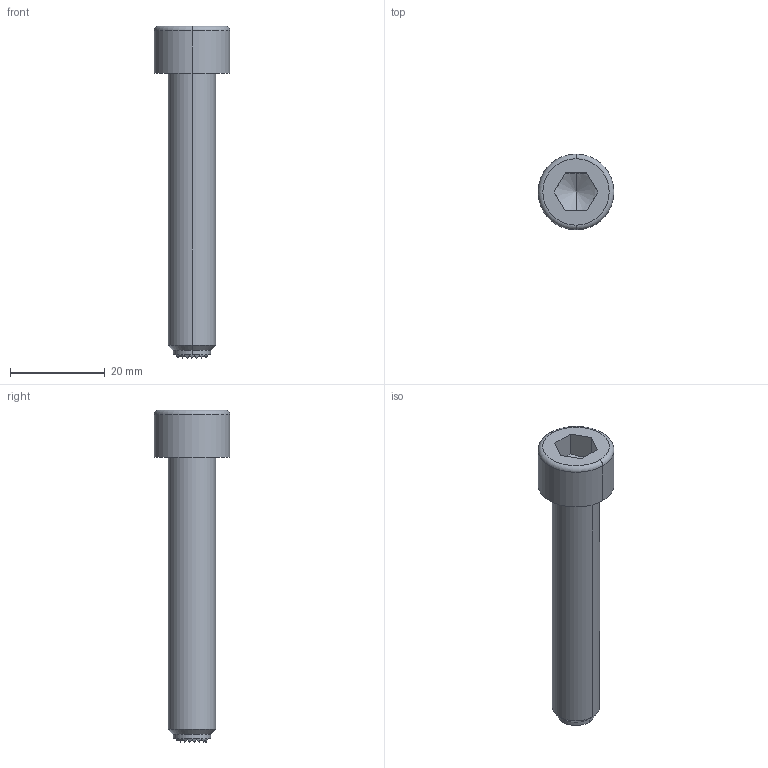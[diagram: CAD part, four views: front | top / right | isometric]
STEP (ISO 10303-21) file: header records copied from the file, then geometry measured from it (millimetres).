
FILE_DESCRIPTION(('STEP AP214'),'1');
FILE_NAME(' ',' ',('TraceParts'),('TraceParts S.A.'),'XStep 1.0',' ',' ');
FILE_SCHEMA(('automotive_design'));
Length unit declared in the file: millimetre
Products named in the file (2): 1; 2
Bounding box: 16 x 16 x 70 mm (x, y, z)
Volume: 6421.4 mm3; surface area: 3026.4 mm2
Topology: 2 solids, 2 shells, 175 faces, 322 edges, 149 vertices
Faces by surface type: plane 161, cylinder 6, cone 4, sphere 2, torus 2
Entity records: 7793 total; most frequent: DIRECTION 743, CARTESIAN_POINT 660, STYLED_ITEM 644, PRESENTATION_STYLE_ASSIGNMENT 644, COLOUR_RGB 644, ORIENTED_EDGE 636, EDGE_CURVE 318, CURVE_STYLE 318
